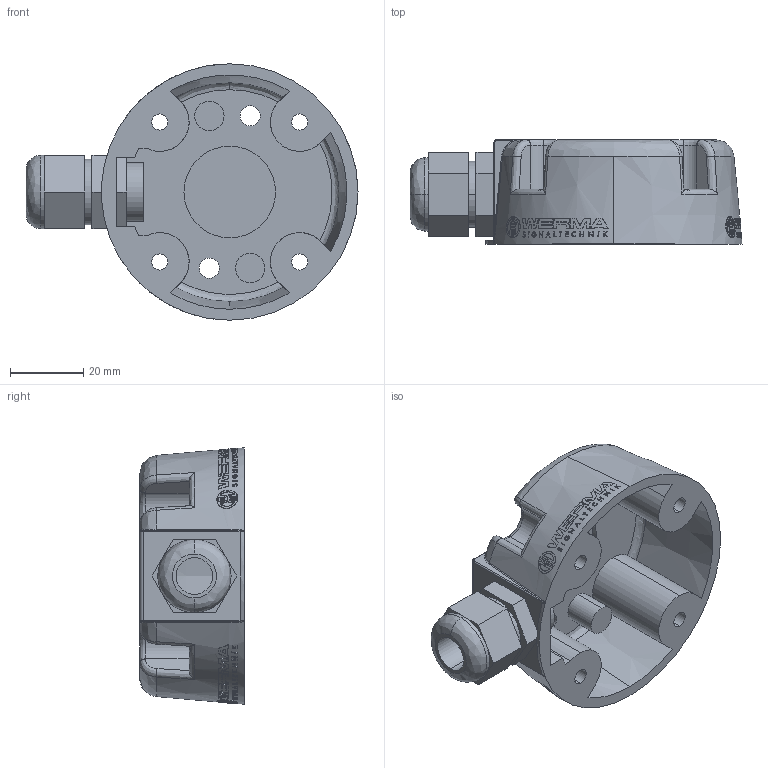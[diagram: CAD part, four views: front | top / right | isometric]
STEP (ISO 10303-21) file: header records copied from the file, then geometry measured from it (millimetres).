
FILE_DESCRIPTION (( 'STEP AP214' ), '1' );
FILE_NAME ('97584001.step', '2016-03-14T14:23:22', ( '' ), ( '' ), 'SwSTEP 2.0', 'SolidWorks 2015', '' );
FILE_SCHEMA (( 'AUTOMOTIVE_DESIGN' ));
Length unit declared in the file: inch
Products named in the file (1): 97584001
Bounding box: 90.6 x 28.5 x 70 mm (x, y, z)
Volume: 41744.5 mm3; surface area: 24252.7 mm2
Topology: 1 solids, 1 shells, 935 faces, 2500 edges, 1649 vertices
Faces by surface type: plane 584, cylinder 220, cone 83, bspline 48
Entity records: 49006 total; most frequent: CARTESIAN_POINT 15238, ORIENTED_EDGE 4996, DIRECTION 3845, EDGE_CURVE 2498, VERTEX_POINT 1649, AXIS2_PLACEMENT_3D 1449, EDGE_LOOP 1033, LINE 947
